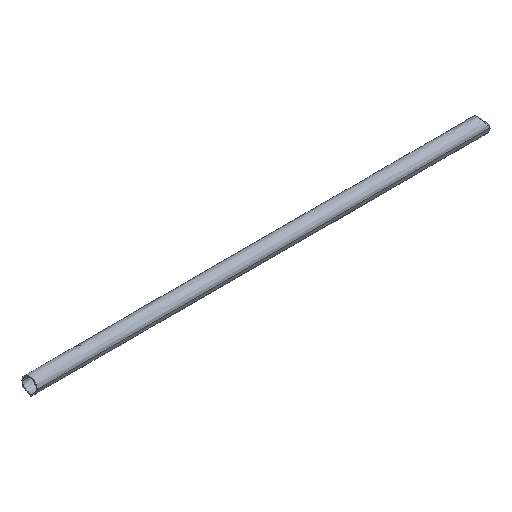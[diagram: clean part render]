
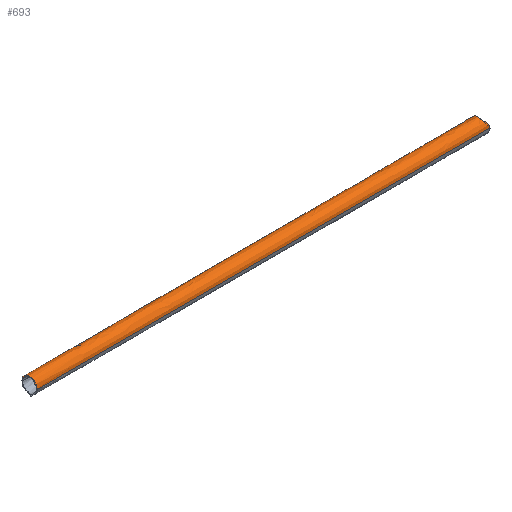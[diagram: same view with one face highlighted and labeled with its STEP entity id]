
A CAD part, isometric view. The second image highlights one B-rep face of the part: STEP entity #693.
In plain terms, the highlighted free-form (B-spline) face has degree [5, 4] with [6, 5] control points.
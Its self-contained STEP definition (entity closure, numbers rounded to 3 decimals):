
#64=CARTESIAN_POINT('Vertex',(-749.407,-173.407,10.62)) ;
#68=CARTESIAN_POINT('Control Point',(-749.407,-173.407,10.62)) ;
#69=CARTESIAN_POINT('Control Point',(-748.96,-172.689,10.174)) ;
#70=CARTESIAN_POINT('Control Point',(-748.503,-172.015,9.671)) ;
#71=CARTESIAN_POINT('Control Point',(-748.052,-171.383,9.114)) ;
#72=CARTESIAN_POINT('Control Point',(-747.261,-170.316,8.)) ;
#73=CARTESIAN_POINT('Control Point',(-746.56,-169.419,6.711)) ;
#74=CARTESIAN_POINT('Control Point',(-746.268,-169.051,6.096)) ;
#75=CARTESIAN_POINT('Control Point',(-745.659,-168.294,4.588)) ;
#76=CARTESIAN_POINT('Control Point',(-745.242,-167.79,2.938)) ;
#77=CARTESIAN_POINT('Control Point',(-745.079,-167.595,1.962)) ;
#78=CARTESIAN_POINT('Control Point',(-745.,-167.5,0.976)) ;
#79=CARTESIAN_POINT('Control Point',(-745.,-167.5,0.)) ;
#80=CARTESIAN_POINT('Vertex',(-745.,-167.5,0.)) ;
#115=CARTESIAN_POINT('Vertex',(-746.527,-190.62,6.593)) ;
#131=CARTESIAN_POINT('Vertex',(-745.,-192.5,0.)) ;
#135=CARTESIAN_POINT('Control Point',(-745.,-192.5,0.)) ;
#136=CARTESIAN_POINT('Control Point',(-745.,-192.5,1.74)) ;
#137=CARTESIAN_POINT('Control Point',(-745.273,-192.172,3.522)) ;
#138=CARTESIAN_POINT('Control Point',(-745.824,-191.511,5.158)) ;
#139=CARTESIAN_POINT('Control Point',(-746.527,-190.62,6.593)) ;
#236=CARTESIAN_POINT('Control Point',(-746.527,-190.62,6.593)) ;
#237=CARTESIAN_POINT('Control Point',(-745.984,-189.932,7.701)) ;
#238=CARTESIAN_POINT('Control Point',(-745.521,-189.077,8.757)) ;
#239=CARTESIAN_POINT('Control Point',(-745.175,-188.043,9.732)) ;
#240=CARTESIAN_POINT('Control Point',(-745.,-186.843,10.561)) ;
#241=CARTESIAN_POINT('Control Point',(-745.,-185.545,11.203)) ;
#242=CARTESIAN_POINT('Vertex',(-745.,-185.545,11.203)) ;
#258=CARTESIAN_POINT('Control Point',(-749.407,-173.407,10.62)) ;
#259=CARTESIAN_POINT('Control Point',(-748.814,-174.359,11.211)) ;
#260=CARTESIAN_POINT('Control Point',(-748.201,-175.372,11.692)) ;
#261=CARTESIAN_POINT('Control Point',(-747.603,-176.443,12.065)) ;
#262=CARTESIAN_POINT('Control Point',(-746.412,-178.848,12.605)) ;
#263=CARTESIAN_POINT('Control Point',(-745.521,-181.451,12.531)) ;
#264=CARTESIAN_POINT('Control Point',(-745.173,-182.868,12.297)) ;
#265=CARTESIAN_POINT('Control Point',(-745.,-184.255,11.841)) ;
#266=CARTESIAN_POINT('Control Point',(-745.,-185.545,11.203)) ;
#355=CARTESIAN_POINT('Vertex',(-15.,-167.5,0.)) ;
#433=CARTESIAN_POINT('Control Point',(-12.119,-171.161,8.839)) ;
#434=CARTESIAN_POINT('Control Point',(-13.09,-169.83,7.508)) ;
#435=CARTESIAN_POINT('Control Point',(-13.975,-168.733,5.912)) ;
#436=CARTESIAN_POINT('Control Point',(-14.669,-167.897,4.038)) ;
#437=CARTESIAN_POINT('Control Point',(-15.,-167.5,1.993)) ;
#438=CARTESIAN_POINT('Control Point',(-15.,-167.5,0.)) ;
#439=CARTESIAN_POINT('Vertex',(-12.119,-171.161,8.839)) ;
#607=CARTESIAN_POINT('Control Point',(0.,-192.5,0.)) ;
#608=CARTESIAN_POINT('Control Point',(0.,-192.5,12.5)) ;
#609=CARTESIAN_POINT('Control Point',(0.,-180.,18.75)) ;
#610=CARTESIAN_POINT('Control Point',(0.,-167.5,12.5)) ;
#611=CARTESIAN_POINT('Control Point',(0.,-167.5,0.)) ;
#612=CARTESIAN_POINT('Control Point',(-152.,-192.5,0.)) ;
#613=CARTESIAN_POINT('Control Point',(-152.,-192.5,12.5)) ;
#614=CARTESIAN_POINT('Control Point',(-152.,-180.,18.75)) ;
#615=CARTESIAN_POINT('Control Point',(-152.,-167.5,12.5)) ;
#616=CARTESIAN_POINT('Control Point',(-152.,-167.5,0.)) ;
#617=CARTESIAN_POINT('Control Point',(-304.,-192.5,0.)) ;
#618=CARTESIAN_POINT('Control Point',(-304.,-192.5,12.5)) ;
#619=CARTESIAN_POINT('Control Point',(-304.,-180.,18.75)) ;
#620=CARTESIAN_POINT('Control Point',(-304.,-167.5,12.5)) ;
#621=CARTESIAN_POINT('Control Point',(-304.,-167.5,0.)) ;
#622=CARTESIAN_POINT('Control Point',(-456.,-192.5,0.)) ;
#623=CARTESIAN_POINT('Control Point',(-456.,-192.5,12.5)) ;
#624=CARTESIAN_POINT('Control Point',(-456.,-180.,18.75)) ;
#625=CARTESIAN_POINT('Control Point',(-456.,-167.5,12.5)) ;
#626=CARTESIAN_POINT('Control Point',(-456.,-167.5,0.)) ;
#627=CARTESIAN_POINT('Control Point',(-608.,-192.5,0.)) ;
#628=CARTESIAN_POINT('Control Point',(-608.,-192.5,12.5)) ;
#629=CARTESIAN_POINT('Control Point',(-608.,-180.,18.75)) ;
#630=CARTESIAN_POINT('Control Point',(-608.,-167.5,12.5)) ;
#631=CARTESIAN_POINT('Control Point',(-608.,-167.5,0.)) ;
#632=CARTESIAN_POINT('Control Point',(-760.,-192.5,0.)) ;
#633=CARTESIAN_POINT('Control Point',(-760.,-192.5,12.5)) ;
#634=CARTESIAN_POINT('Control Point',(-760.,-180.,18.75)) ;
#635=CARTESIAN_POINT('Control Point',(-760.,-167.5,12.5)) ;
#636=CARTESIAN_POINT('Control Point',(-760.,-167.5,0.)) ;
#638=CARTESIAN_POINT('Control Point',(-8.292,-192.5,0.)) ;
#639=CARTESIAN_POINT('Control Point',(-8.292,-192.5,0.863)) ;
#640=CARTESIAN_POINT('Control Point',(-8.404,-192.426,1.734)) ;
#641=CARTESIAN_POINT('Control Point',(-8.633,-192.274,2.584)) ;
#642=CARTESIAN_POINT('Control Point',(-9.365,-191.748,4.565)) ;
#643=CARTESIAN_POINT('Control Point',(-10.388,-190.869,6.333)) ;
#644=CARTESIAN_POINT('Control Point',(-11.018,-190.244,7.301)) ;
#645=CARTESIAN_POINT('Control Point',(-12.042,-189.049,8.76)) ;
#646=CARTESIAN_POINT('Control Point',(-12.984,-187.558,9.998)) ;
#647=CARTESIAN_POINT('Control Point',(-13.327,-186.942,10.438)) ;
#648=CARTESIAN_POINT('Control Point',(-14.089,-185.348,11.398)) ;
#649=CARTESIAN_POINT('Control Point',(-14.648,-183.518,12.077)) ;
#650=CARTESIAN_POINT('Control Point',(-14.883,-182.373,12.359)) ;
#651=CARTESIAN_POINT('Control Point',(-15.,-181.187,12.5)) ;
#652=CARTESIAN_POINT('Control Point',(-15.,-180.,12.5)) ;
#653=CARTESIAN_POINT('Vertex',(-8.292,-192.5,0.)) ;
#655=CARTESIAN_POINT('Vertex',(-15.,-180.,12.5)) ;
#659=CARTESIAN_POINT('Control Point',(-12.119,-171.161,8.839)) ;
#660=CARTESIAN_POINT('Control Point',(-13.055,-172.444,10.122)) ;
#661=CARTESIAN_POINT('Control Point',(-13.922,-173.993,11.204)) ;
#662=CARTESIAN_POINT('Control Point',(-14.635,-175.827,12.063)) ;
#663=CARTESIAN_POINT('Control Point',(-15.,-177.917,12.5)) ;
#664=CARTESIAN_POINT('Control Point',(-15.,-180.,12.5)) ;
#667=CARTESIAN_POINT('Control Point',(-15.,-167.5,0.)) ;
#668=CARTESIAN_POINT('Control Point',(-161.,-167.5,0.)) ;
#669=CARTESIAN_POINT('Control Point',(-307.,-167.5,0.)) ;
#670=CARTESIAN_POINT('Control Point',(-453.,-167.5,0.)) ;
#671=CARTESIAN_POINT('Control Point',(-599.,-167.5,0.)) ;
#672=CARTESIAN_POINT('Control Point',(-745.,-167.5,0.)) ;
#675=CARTESIAN_POINT('Control Point',(-8.292,-192.5,0.)) ;
#676=CARTESIAN_POINT('Control Point',(-155.633,-192.5,0.)) ;
#677=CARTESIAN_POINT('Control Point',(-302.975,-192.5,0.)) ;
#678=CARTESIAN_POINT('Control Point',(-450.317,-192.5,0.)) ;
#679=CARTESIAN_POINT('Control Point',(-597.658,-192.5,0.)) ;
#680=CARTESIAN_POINT('Control Point',(-745.,-192.5,0.)) ;
#683=ORIENTED_EDGE('',*,*,#657,.T.) ;
#684=ORIENTED_EDGE('',*,*,#665,.F.) ;
#685=ORIENTED_EDGE('',*,*,#441,.T.) ;
#686=ORIENTED_EDGE('',*,*,#673,.T.) ;
#687=ORIENTED_EDGE('',*,*,#82,.F.) ;
#688=ORIENTED_EDGE('',*,*,#267,.T.) ;
#689=ORIENTED_EDGE('',*,*,#244,.F.) ;
#690=ORIENTED_EDGE('',*,*,#140,.F.) ;
#691=ORIENTED_EDGE('',*,*,#681,.F.) ;
#693=ADVANCED_FACE('Corps principal',(#692),#606,.F.) ;
#67=B_SPLINE_CURVE_WITH_KNOTS('',5,(#68,#69,#70,#71,#72,#73,#74,#75,#76,#77,#78,#79),.UNSPECIFIED.,.F.,.U.,(6,3,3,6),(39.937,46.612,52.093,59.384),.UNSPECIFIED.) ;
#134=B_SPLINE_CURVE_WITH_KNOTS('',4,(#135,#136,#137,#138,#139),.UNSPECIFIED.,.F.,.U.,(5,5),(0.,10.403),.UNSPECIFIED.) ;
#235=B_SPLINE_CURVE_WITH_KNOTS('',5,(#236,#237,#238,#239,#240,#241),.UNSPECIFIED.,.F.,.U.,(6,6),(11.253,21.294),.UNSPECIFIED.) ;
#257=B_SPLINE_CURVE_WITH_KNOTS('',5,(#258,#259,#260,#261,#262,#263,#264,#265,#266),.UNSPECIFIED.,.F.,.U.,(6,3,6),(19.219,28.069,38.047),.UNSPECIFIED.) ;
#432=B_SPLINE_CURVE_WITH_KNOTS('',5,(#433,#434,#435,#436,#437,#438),.UNSPECIFIED.,.F.,.U.,(6,6),(14.8,29.691),.UNSPECIFIED.) ;
#637=B_SPLINE_CURVE_WITH_KNOTS('',5,(#638,#639,#640,#641,#642,#643,#644,#645,#646,#647,#648,#649,#650,#651,#652),.UNSPECIFIED.,.F.,.U.,(6,3,3,3,6),(0.,6.445,15.72,21.502,29.677),.UNSPECIFIED.) ;
#658=B_SPLINE_CURVE_WITH_KNOTS('',5,(#659,#660,#661,#662,#663,#664),.UNSPECIFIED.,.F.,.U.,(6,6),(15.323,29.677),.UNSPECIFIED.) ;
#82=EDGE_CURVE('',#65,#81,#67,.T.) ;
#140=EDGE_CURVE('',#132,#116,#134,.T.) ;
#244=EDGE_CURVE('',#116,#243,#235,.T.) ;
#267=EDGE_CURVE('',#65,#243,#257,.T.) ;
#441=EDGE_CURVE('',#440,#356,#432,.T.) ;
#657=EDGE_CURVE('',#654,#656,#637,.T.) ;
#665=EDGE_CURVE('',#440,#656,#658,.T.) ;
#673=EDGE_CURVE('',#356,#81,#666,.T.) ;
#681=EDGE_CURVE('',#654,#132,#674,.T.) ;
#682=EDGE_LOOP('',(#683,#684,#685,#686,#687,#688,#689,#690,#691)) ;
#692=FACE_OUTER_BOUND('',#682,.T.) ;
#65=VERTEX_POINT('',#64) ;
#81=VERTEX_POINT('',#80) ;
#116=VERTEX_POINT('',#115) ;
#132=VERTEX_POINT('',#131) ;
#243=VERTEX_POINT('',#242) ;
#356=VERTEX_POINT('',#355) ;
#440=VERTEX_POINT('',#439) ;
#654=VERTEX_POINT('',#653) ;
#656=VERTEX_POINT('',#655) ;
#666=(BOUNDED_CURVE()B_SPLINE_CURVE(5,(#667,#668,#669,#670,#671,#672),.UNSPECIFIED.,.F.,.U.)B_SPLINE_CURVE_WITH_KNOTS((6,6),(15.,745.),.UNSPECIFIED.)CURVE()GEOMETRIC_REPRESENTATION_ITEM()RATIONAL_B_SPLINE_CURVE((1.,1.,1.,1.,1.,1.))REPRESENTATION_ITEM('')) ;
#674=(BOUNDED_CURVE()B_SPLINE_CURVE(5,(#675,#676,#677,#678,#679,#680),.UNSPECIFIED.,.F.,.U.)B_SPLINE_CURVE_WITH_KNOTS((6,6),(8.292,745.),.UNSPECIFIED.)CURVE()GEOMETRIC_REPRESENTATION_ITEM()RATIONAL_B_SPLINE_CURVE((1.,1.,1.,1.,1.,1.))REPRESENTATION_ITEM('')) ;
#606=(BOUNDED_SURFACE()B_SPLINE_SURFACE(5,4,((#607,#608,#609,#610,#611),(#612,#613,#614,#615,#616),(#617,#618,#619,#620,#621),(#622,#623,#624,#625,#626),(#627,#628,#629,#630,#631),(#632,#633,#634,#635,#636)),.UNSPECIFIED.,.F.,.F.,.U.)B_SPLINE_SURFACE_WITH_KNOTS((6,6),(5,5),(0.,760.),(39.27,78.54),.UNSPECIFIED.)GEOMETRIC_REPRESENTATION_ITEM()RATIONAL_B_SPLINE_SURFACE(((1.,0.707,0.667,0.707,1.),(1.,0.707,0.667,0.707,1.),(1.,0.707,0.667,0.707,1.),(1.,0.707,0.667,0.707,1.),(1.,0.707,0.667,0.707,1.),(1.,0.707,0.667,0.707,1.)))REPRESENTATION_ITEM('Rational BSpline Surface')SURFACE()) ;
